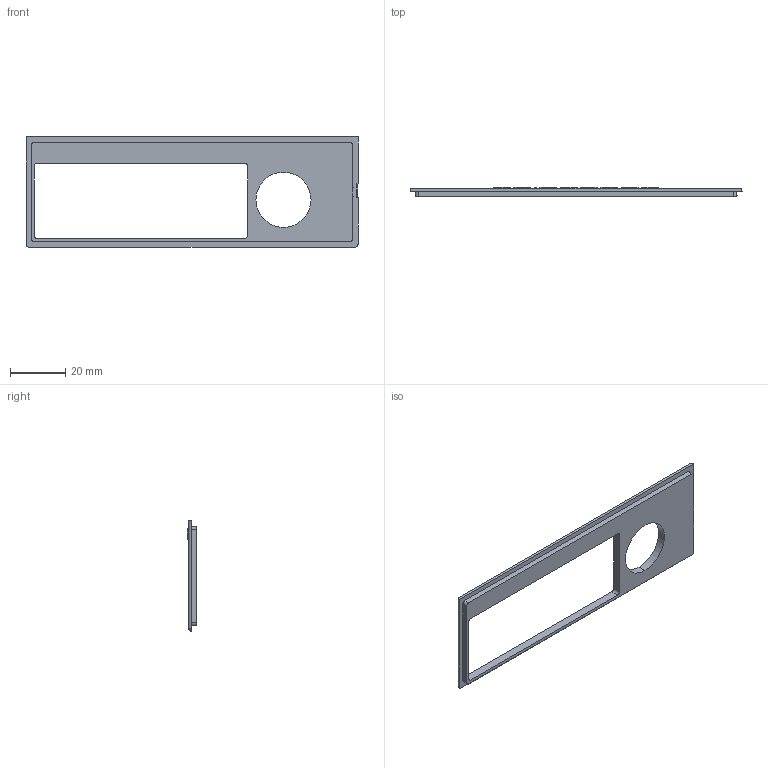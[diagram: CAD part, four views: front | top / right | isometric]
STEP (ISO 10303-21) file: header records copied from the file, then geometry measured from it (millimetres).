
FILE_DESCRIPTION (( 'STEP AP214' ), '1' );
FILE_NAME ('翋极俋褲裔啣.STEP', '2024-06-28T07:35:20', ( '' ), ( '' ), 'SwSTEP 2.0', 'SolidWorks 2023', '' );
FILE_SCHEMA (( 'AUTOMOTIVE_DESIGN' ));
Length unit declared in the file: millimetre
Products named in the file (1): 主体外壳盖板
Bounding box: 120.5 x 3.4 x 40 mm (x, y, z)
Volume: 5910.3 mm3; surface area: 6531 mm2
Topology: 1 solids, 1 shells, 156 faces, 418 edges, 276 vertices
Faces by surface type: plane 124, bspline 17, cylinder 13, sphere 2
Entity records: 5563 total; most frequent: CARTESIAN_POINT 1722, ORIENTED_EDGE 832, DIRECTION 692, EDGE_CURVE 416, LINE 352, VECTOR 352, VERTEX_POINT 276, EDGE_LOOP 174
